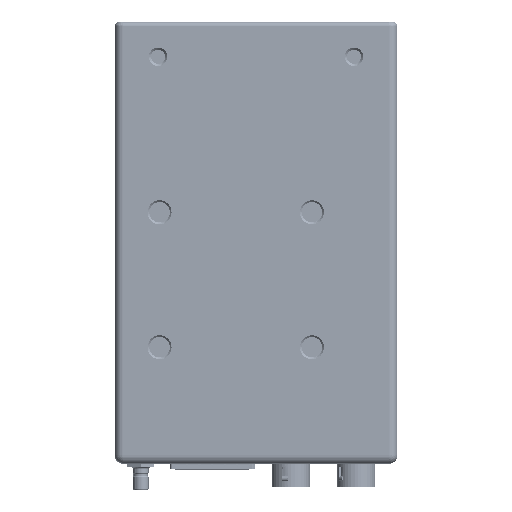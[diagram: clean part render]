
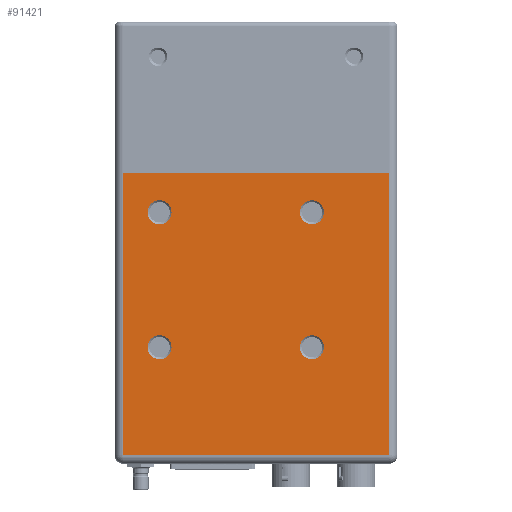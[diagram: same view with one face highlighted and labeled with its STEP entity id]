
A CAD part, left-side view. The second image highlights one B-rep face of the part: STEP entity #91421.
In plain terms, the highlighted planar face has unit normal (-1, 0, 0).
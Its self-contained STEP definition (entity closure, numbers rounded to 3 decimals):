
#1844=FACE_BOUND('',#11926,.T.);
#1845=FACE_BOUND('',#11927,.T.);
#1846=FACE_BOUND('',#11928,.T.);
#1847=FACE_BOUND('',#11929,.T.);
#3294=PLANE('',#97939);
#6699=FACE_OUTER_BOUND('',#11925,.T.);
#11925=EDGE_LOOP('',(#66715,#66716,#66717,#66718));
#11926=EDGE_LOOP('',(#66719));
#11927=EDGE_LOOP('',(#66720));
#11928=EDGE_LOOP('',(#66721));
#11929=EDGE_LOOP('',(#66722));
#18491=LINE('',#140333,#26339);
#18492=LINE('',#140342,#26340);
#18493=LINE('',#140346,#26341);
#18777=LINE('',#141062,#26625);
#26339=VECTOR('',#112554,10.);
#26340=VECTOR('',#112567,10.);
#26341=VECTOR('',#112574,10.);
#26625=VECTOR('',#113310,10.);
#33118=CIRCLE('',#97589,2.75);
#33121=CIRCLE('',#97594,2.75);
#33124=CIRCLE('',#97599,2.75);
#33127=CIRCLE('',#97604,2.75);
#38717=VERTEX_POINT('',#139920);
#38720=VERTEX_POINT('',#139930);
#38723=VERTEX_POINT('',#139940);
#38726=VERTEX_POINT('',#139950);
#38863=VERTEX_POINT('',#140327);
#38864=VERTEX_POINT('',#140331);
#38865=VERTEX_POINT('',#140335);
#38866=VERTEX_POINT('',#140340);
#48829=EDGE_CURVE('',#38717,#38717,#33118,.T.);
#48834=EDGE_CURVE('',#38720,#38720,#33121,.T.);
#48839=EDGE_CURVE('',#38723,#38723,#33124,.T.);
#48844=EDGE_CURVE('',#38726,#38726,#33127,.T.);
#49040=EDGE_CURVE('',#38864,#38863,#18491,.T.);
#49045=EDGE_CURVE('',#38865,#38866,#18492,.T.);
#49047=EDGE_CURVE('',#38863,#38865,#18493,.T.);
#49392=EDGE_CURVE('',#38866,#38864,#18777,.T.);
#66715=ORIENTED_EDGE('',*,*,#49040,.F.);
#66716=ORIENTED_EDGE('',*,*,#49392,.F.);
#66717=ORIENTED_EDGE('',*,*,#49045,.F.);
#66718=ORIENTED_EDGE('',*,*,#49047,.F.);
#66719=ORIENTED_EDGE('',*,*,#48829,.T.);
#66720=ORIENTED_EDGE('',*,*,#48834,.T.);
#66721=ORIENTED_EDGE('',*,*,#48839,.T.);
#66722=ORIENTED_EDGE('',*,*,#48844,.T.);
#91421=ADVANCED_FACE('',(#6699,#1844,#1845,#1846,#1847),#3294,.T.);
#97589=AXIS2_PLACEMENT_3D('',#139921,#112173,#112174);
#97594=AXIS2_PLACEMENT_3D('',#139931,#112185,#112186);
#97599=AXIS2_PLACEMENT_3D('',#139941,#112197,#112198);
#97604=AXIS2_PLACEMENT_3D('',#139951,#112209,#112210);
#97939=AXIS2_PLACEMENT_3D('',#141061,#113308,#113309);
#112173=DIRECTION('center_axis',(1.,0.,
0.));
#112174=DIRECTION('ref_axis',(0.,1.,0.));
#112185=DIRECTION('center_axis',(1.,0.,
0.));
#112186=DIRECTION('ref_axis',(0.,1.,0.));
#112197=DIRECTION('center_axis',(1.,0.,
0.));
#112198=DIRECTION('ref_axis',(0.,1.,0.));
#112209=DIRECTION('center_axis',(1.,0.,
0.));
#112210=DIRECTION('ref_axis',(0.,1.,0.));
#112554=DIRECTION('',(0.,0.,-1.));
#112567=DIRECTION('',(0.,0.,1.));
#112574=DIRECTION('',(0.,1.,0.));
#113308=DIRECTION('center_axis',(-1.,0.,
0.));
#113309=DIRECTION('ref_axis',(0.,0.,
1.));
#113310=DIRECTION('',(0.,-1.,0.));
#139920=CARTESIAN_POINT('',(-32.5,-15.6,-11.5));
#139921=CARTESIAN_POINT('Origin',(-32.5,-12.85,-11.5));
#139930=CARTESIAN_POINT('',(-32.5,19.4,-42.5));
#139931=CARTESIAN_POINT('Origin',(-32.5,22.15,-42.5));
#139940=CARTESIAN_POINT('',(-32.5,19.4,-11.5));
#139941=CARTESIAN_POINT('Origin',(-32.5,22.15,-11.5));
#139950=CARTESIAN_POINT('',(-32.5,-15.6,-42.5));
#139951=CARTESIAN_POINT('Origin',(-32.5,-12.85,-42.5));
#140327=CARTESIAN_POINT('',(-32.5,-30.5,-67.3));
#140331=CARTESIAN_POINT('',(-32.5,-30.5,-2.4));
#140333=CARTESIAN_POINT('',(-32.5,-30.5,-5.1));
#140335=CARTESIAN_POINT('',(-32.5,30.5,-67.3));
#140340=CARTESIAN_POINT('',(-32.5,30.5,-2.4));
#140342=CARTESIAN_POINT('',(-32.5,30.5,-5.1));
#140346=CARTESIAN_POINT('',(-32.5,16.25,-67.3));
#141061=CARTESIAN_POINT('Origin',(-32.5,32.5,-5.1));
#141062=CARTESIAN_POINT('',(-32.5,-15.25,-2.4));
